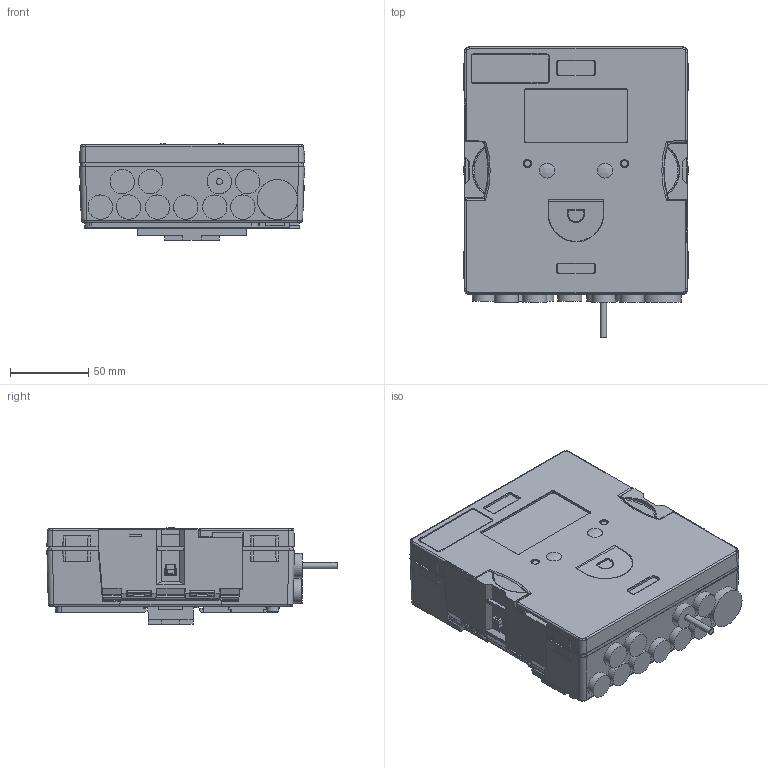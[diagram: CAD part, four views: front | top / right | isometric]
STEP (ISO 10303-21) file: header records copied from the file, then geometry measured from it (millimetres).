
FILE_DESCRIPTION(/* description */ (''),/* implementation_level */ '2;1');
FILE_NAME(/* name */ '20240322_073100_A00_Simplify_1.stp',/* time_stamp */ '2024-05-14T13:52:06+02:00',/* author */ ('U331767'),/* organization */ (''),/* preprocessor_version */ 'ST-DEVELOPER v18.1',/* originating_system */ 'Autodesk Inventor 2022',/* authorisation */ '');
FILE_SCHEMA (('AUTOMOTIVE_DESIGN { 1 0 10303 214 3 1 1 }'));
Products named in the file (1): 20240322_073100_A00_Simplify_1
Bounding box: 144 x 185.3 x 61.72 mm (x, y, z)
Volume: 1139249.6 mm3; surface area: 167956.4 mm2
Topology: 3 solids, 6 shells, 2648 faces, 7400 edges, 4821 vertices
Faces by surface type: plane 1856, cylinder 516, bspline 117, cone 82, torus 57, sphere 20
Full cylindrical faces by diameter (mm): 0.217 x1, 0.268 x1, 0.8 x1, 1.3 x1, 2.8 x1, 3 x1, 4 x1, 4.6 x1, 8 x1, 15.5 x10, 25.5 x1
Entity records: 96249 total; most frequent: CARTESIAN_POINT 26795, ORIENTED_EDGE 14768, DIRECTION 13353, EDGE_CURVE 7387, LINE 5561, VECTOR 5561, VERTEX_POINT 4820, AXIS2_PLACEMENT_3D 3896
